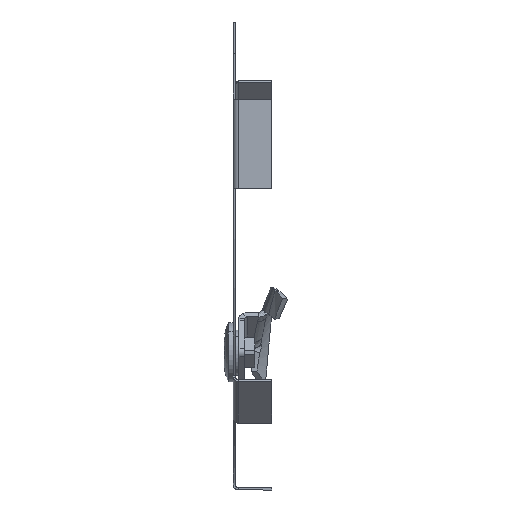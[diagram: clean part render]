
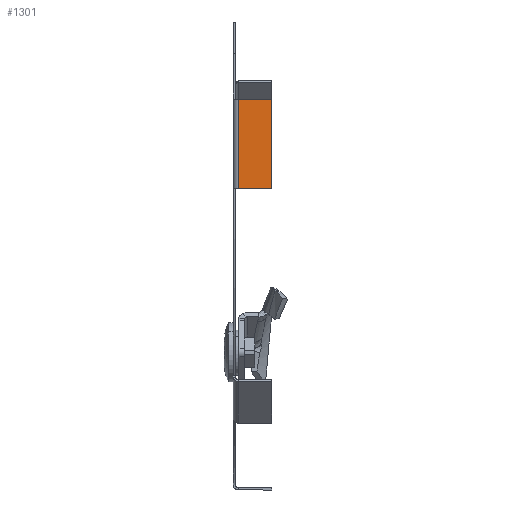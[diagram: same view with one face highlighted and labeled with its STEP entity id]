
A CAD part, left-side view. The second image highlights one B-rep face of the part: STEP entity #1301.
In plain terms, the highlighted planar face has unit normal (-1, 0, 0).
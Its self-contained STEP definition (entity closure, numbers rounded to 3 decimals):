
#572 = EDGE_CURVE ( 'NONE', #2305, #3278, #7638, .T. ) ;
#1301 = ADVANCED_FACE ( 'NONE', ( #5357 ), #7293, .F. ) ;
#1560 = CARTESIAN_POINT ( 'NONE',  ( -122.499, -1.75, 9.251 ) ) ;
#1564 = ORIENTED_EDGE ( 'NONE', *, *, #7334, .F. ) ;
#1774 = DIRECTION ( 'NONE',  ( 0., 1., 0. ) ) ;
#2195 = EDGE_LOOP ( 'NONE', ( #1564, #7528, #7750, #3532 ) ) ;
#2305 = VERTEX_POINT ( 'NONE', #6341 ) ;
#2334 = LINE ( 'NONE', #2872, #7204 ) ;
#2639 = VECTOR ( 'NONE', #7779, 1000. ) ;
#2671 = CARTESIAN_POINT ( 'NONE',  ( -122.499, 0., 9.251 ) ) ;
#2839 = DIRECTION ( 'NONE',  ( 0., -1., 0. ) ) ;
#2872 = CARTESIAN_POINT ( 'NONE',  ( -122.499, -13., 0. ) ) ;
#2949 = CARTESIAN_POINT ( 'NONE',  ( -122.499, -13., 9.251 ) ) ;
#3007 = CARTESIAN_POINT ( 'NONE',  ( -122.499, 0., 0. ) ) ;
#3278 = VERTEX_POINT ( 'NONE', #7338 ) ;
#3532 = ORIENTED_EDGE ( 'NONE', *, *, #5638, .T. ) ;
#4049 = LINE ( 'NONE', #1560, #2639 ) ;
#4426 = VECTOR ( 'NONE', #2839, 1000. ) ;
#4502 = DIRECTION ( 'NONE',  ( 0., 1., 0. ) ) ;
#4512 = EDGE_CURVE ( 'NONE', #3278, #6078, #2334, .T. ) ;
#4631 = DIRECTION ( 'NONE',  ( 0., 0., 1. ) ) ;
#4663 = CARTESIAN_POINT ( 'NONE',  ( -122.499, 0., -20.749 ) ) ;
#5238 = AXIS2_PLACEMENT_3D ( 'NONE', #3007, #6616, #1774 ) ;
#5357 = FACE_OUTER_BOUND ( 'NONE', #2195, .T. ) ;
#5638 = EDGE_CURVE ( 'NONE', #6078, #7299, #5734, .T. ) ;
#5734 = LINE ( 'NONE', #2671, #6757 ) ;
#5882 = CARTESIAN_POINT ( 'NONE',  ( -122.499, -1.75, 9.251 ) ) ;
#6078 = VERTEX_POINT ( 'NONE', #2949 ) ;
#6341 = CARTESIAN_POINT ( 'NONE',  ( -122.499, -1.75, -20.749 ) ) ;
#6616 = DIRECTION ( 'NONE',  ( 1., 0., 0. ) ) ;
#6757 = VECTOR ( 'NONE', #4502, 1000. ) ;
#7204 = VECTOR ( 'NONE', #4631, 1000. ) ;
#7293 = PLANE ( 'NONE',  #5238 ) ;
#7299 = VERTEX_POINT ( 'NONE', #5882 ) ;
#7334 = EDGE_CURVE ( 'NONE', #2305, #7299, #4049, .T. ) ;
#7338 = CARTESIAN_POINT ( 'NONE',  ( -122.499, -13., -20.749 ) ) ;
#7528 = ORIENTED_EDGE ( 'NONE', *, *, #572, .T. ) ;
#7638 = LINE ( 'NONE', #4663, #4426 ) ;
#7750 = ORIENTED_EDGE ( 'NONE', *, *, #4512, .T. ) ;
#7779 = DIRECTION ( 'NONE',  ( 0., 0., 1. ) ) ;
